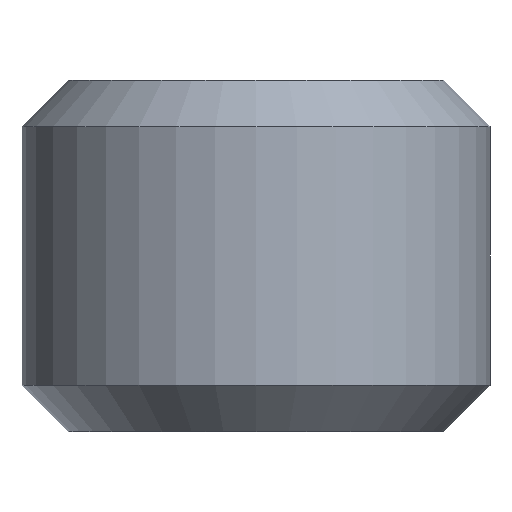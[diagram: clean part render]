
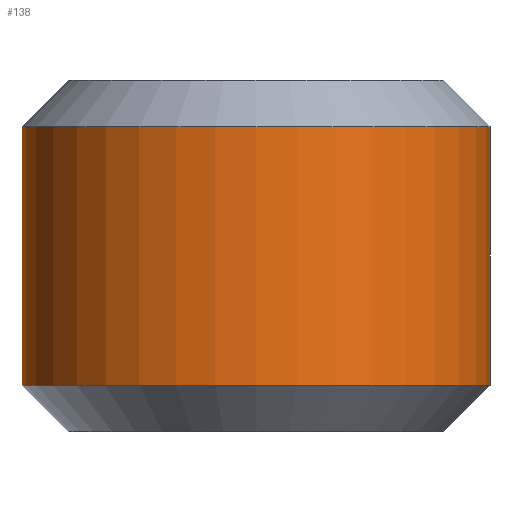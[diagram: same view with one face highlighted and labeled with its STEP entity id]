
A CAD part, front view. The second image highlights one B-rep face of the part: STEP entity #138.
In plain terms, the highlighted cylindrical face has radius 25.4 mm (diameter 50.8 mm), a full revolution.
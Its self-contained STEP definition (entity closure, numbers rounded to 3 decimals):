
#30=FACE_OUTER_BOUND('',#42,.T.);
#42=EDGE_LOOP('',(#113,#114,#115,#116));
#52=LINE('',#250,#58);
#58=VECTOR('',#208,25.4);
#67=CIRCLE('',#168,25.4);
#68=CIRCLE('',#170,25.4);
#77=VERTEX_POINT('',#245);
#78=VERTEX_POINT('',#249);
#90=EDGE_CURVE('',#77,#77,#67,.T.);
#91=EDGE_CURVE('',#77,#78,#52,.T.);
#92=EDGE_CURVE('',#78,#78,#68,.T.);
#113=ORIENTED_EDGE('',*,*,#90,.F.);
#114=ORIENTED_EDGE('',*,*,#91,.T.);
#115=ORIENTED_EDGE('',*,*,#92,.F.);
#116=ORIENTED_EDGE('',*,*,#91,.F.);
#131=CYLINDRICAL_SURFACE('',#169,25.4);
#138=ADVANCED_FACE('',(#30),#131,.T.);
#168=AXIS2_PLACEMENT_3D('',#247,#204,#205);
#169=AXIS2_PLACEMENT_3D('',#248,#206,#207);
#170=AXIS2_PLACEMENT_3D('',#251,#209,#210);
#204=DIRECTION('center_axis',(0.,0.,1.));
#205=DIRECTION('ref_axis',(1.,0.,0.));
#206=DIRECTION('center_axis',(0.,0.,1.));
#207=DIRECTION('ref_axis',(1.,0.,0.));
#208=DIRECTION('',(0.,0.,-1.));
#209=DIRECTION('center_axis',(0.,0.,-1.));
#210=DIRECTION('ref_axis',(1.,0.,0.));
#245=CARTESIAN_POINT('',(-25.4,0.,33.1));
#247=CARTESIAN_POINT('Origin',(0.,0.,33.1));
#248=CARTESIAN_POINT('Origin',(0.,0.,0.));
#249=CARTESIAN_POINT('',(-25.4,0.,5.));
#250=CARTESIAN_POINT('',(-25.4,0.,0.));
#251=CARTESIAN_POINT('Origin',(0.,0.,5.));
